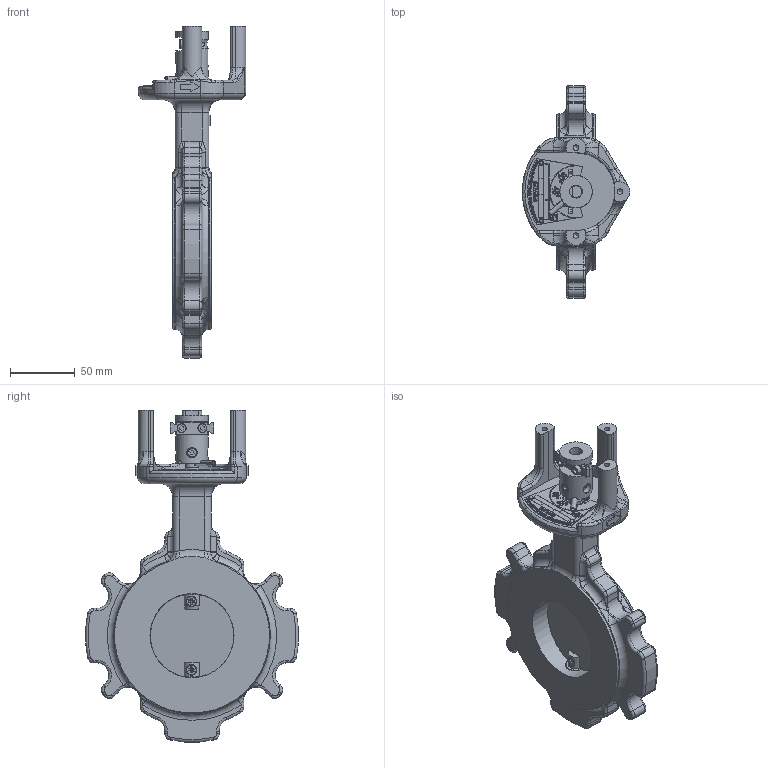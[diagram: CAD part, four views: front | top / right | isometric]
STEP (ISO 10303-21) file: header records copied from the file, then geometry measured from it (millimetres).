
FILE_DESCRIPTION(/* description */ (''),/* implementation_level */ '2;1');
FILE_NAME(/* name */ 'VKF11.065.stp',/* time_stamp */ '2018-02-01T12:19:09+01:00',/* author */ (''),/* organization */ (''),/* preprocessor_version */ 'ST-DEVELOPER v16',/* originating_system */ 'SIEMENS PLM Software NX 10.0',/* authorisation */ '');
FILE_SCHEMA (('AUTOMOTIVE_DESIGN { 1 0 10303 214 3 1 1 1 }'));
Products named in the file (1): Gant22AC43EDgmj4
Bounding box: 83.06 x 164.6 x 256.8 mm (x, y, z)
Volume: 480360.2 mm3; surface area: 108230 mm2
Topology: 26 solids, 26 shells, 1453 faces, 3757 edges, 2447 vertices
Faces by surface type: torus 586, plane 362, cylinder 282, bspline 151, cone 36, extrusion 32, sphere 4
Full cylindrical faces by diameter (mm): 2 x8, 3.3 x8, 3.324 x2, 3.838 x2, 4 x4, 4.2 x3, 4.5 x6, 4.8 x2, 5 x2, 7 x3, 7.5 x2, 8 x2, 10 x2, 12 x5, 12.1 x4, 14.5 x1, 15.95 x3, 16 x2, 16.5 x4, 16.6 x1, 20 x2, 21 x1, 25 x2, 65 x1
Entity records: 51167 total; most frequent: CARTESIAN_POINT 18484, ORIENTED_EDGE 6288, DIRECTION 6135, EDGE_CURVE 3144, AXIS2_PLACEMENT_3D 2693, VERTEX_POINT 2380, EDGE_LOOP 2145, ADVANCED_FACE 1453
